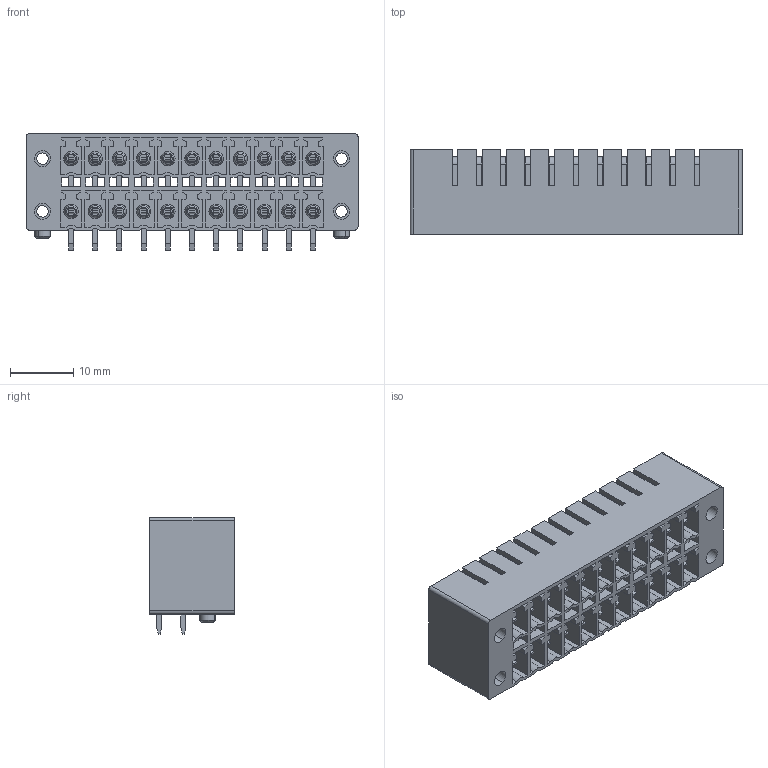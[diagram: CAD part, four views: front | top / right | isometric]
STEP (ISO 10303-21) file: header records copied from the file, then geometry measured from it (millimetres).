
FILE_DESCRIPTION(('CATIA V5 STEP Exchange','CAx-IF Rec.Pracs.--- Model Styling and Organization---1.2---2011-12-15'),'2;1');
FILE_NAME ('D1447486_0', '2018-10-05T04:22:01+00:00', ('none'), ('Weidmueller'), 'CATIA Version 5-6 Release 2014', 'CATIA V5 STEP AP214', 'none');
FILE_SCHEMA(('AUTOMOTIVE_DESIGN { 1 0 10303 214 1 1 1 1 }'));
Length unit declared in the file: millimetre
Products named in the file (1): 1039580000
Bounding box: 52.3 x 13.3 x 18.4 mm (x, y, z)
Volume: 4931.1 mm3; surface area: 10821.3 mm2
Topology: 25 solids, 25 shells, 1535 faces, 4274 edges, 2826 vertices
Faces by surface type: plane 1210, cylinder 189, torus 88, cone 48
Entity records: 43306 total; most frequent: ORIENTED_EDGE 8548, CARTESIAN_POINT 7815, DIRECTION 5317, EDGE_CURVE 4274, VECTOR 3628, LINE 3628, VERTEX_POINT 2826, EDGE_LOOP 1646
